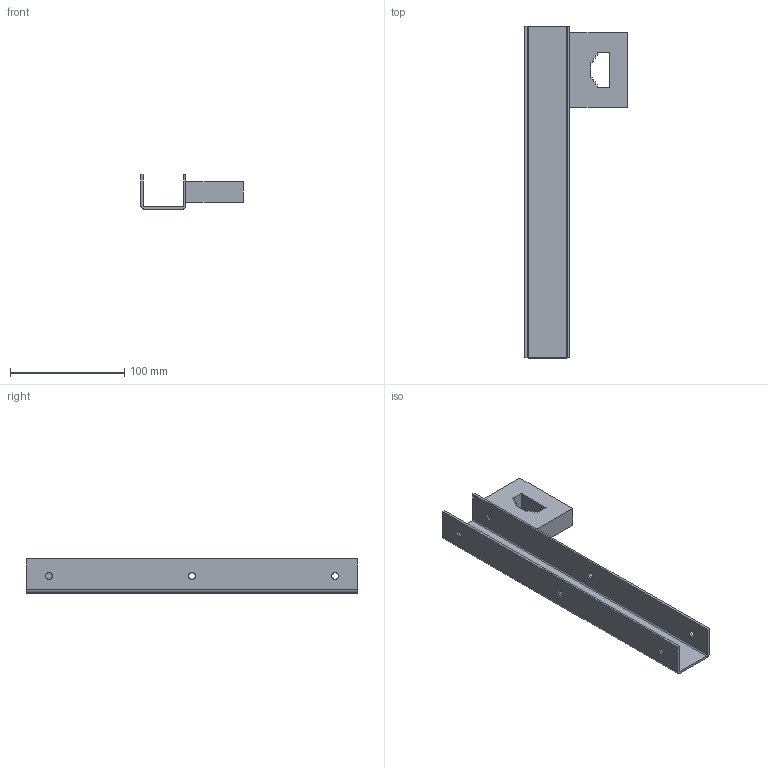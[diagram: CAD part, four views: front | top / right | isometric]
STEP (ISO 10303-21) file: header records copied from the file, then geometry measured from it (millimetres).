
FILE_DESCRIPTION((''),'2;1');
FILE_NAME('001341880_LG_T6_A_EPLAN_ASM','2023-03-08T14:37:00',('klemen.sitar'),('Audax d.o.o.'),'CREO PARAMETRIC BY PTC INC, 2021304','CREO PARAMETRIC BY PTC INC, 2021304','');
FILE_SCHEMA(('AP242_MANAGED_MODEL_BASED_3D_ENGINEERING_MIM_LF { 1 0 10303 442 1 1 4 }'));
Length unit declared in the file: millimetre
Products named in the file (5): PRT0005; PRT0002_1; ASM0001_ASM_1_ASM; DRAWING-3D_ASM; 001341880_LG_T6_A_EPLAN_ASM
Assembly tree (4 placements, depth 4):
  001341880_LG_T6_A_EPLAN_ASM
    PRT0005
    DRAWING-3D_ASM
      ASM0001_ASM_1_ASM
        PRT0002_1
Bounding box: 89.39 x 290 x 30 mm (x, y, z)
Volume: 104700.6 mm3; surface area: 67222 mm2
Topology: 2 solids, 2 shells, 52 faces, 144 edges, 96 vertices
Faces by surface type: plane 36, cylinder 16
Entity records: 2720 total; most frequent: CARTESIAN_POINT 314, DIRECTION 302, ORIENTED_EDGE 288, COLOUR_RGB 200, PRESENTATION_STYLE_ASSIGNMENT 146, STYLED_ITEM 146, CURVE_STYLE 144, EDGE_CURVE 144
